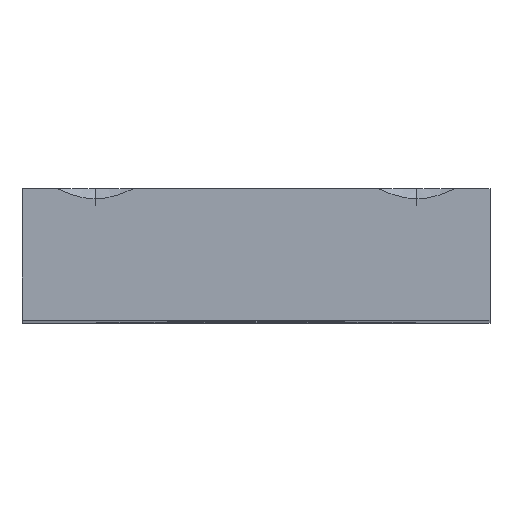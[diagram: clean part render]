
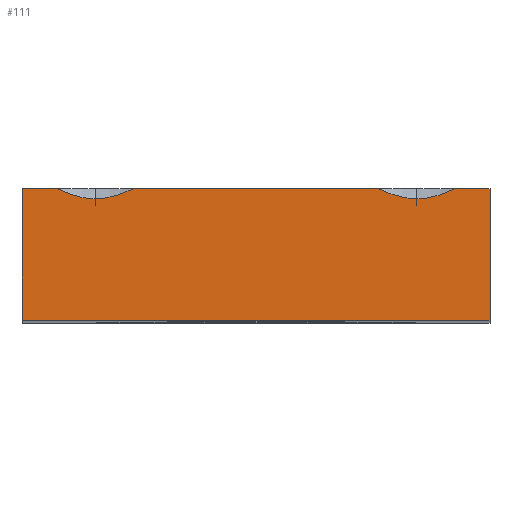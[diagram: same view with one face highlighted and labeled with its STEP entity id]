
A CAD part, top view. The second image highlights one B-rep face of the part: STEP entity #111.
In plain terms, the highlighted planar face has unit normal (0, 0, 1).
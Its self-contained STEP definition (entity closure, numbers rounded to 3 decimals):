
#1 = VERTEX_POINT ( 'NONE', #130 ) ;
#20 = VECTOR ( 'NONE', #700, 1000. ) ;
#46 = CARTESIAN_POINT ( 'NONE',  ( 13.606, 4.5, 63. ) ) ;
#70 = CARTESIAN_POINT ( 'NONE',  ( -8.394, 4.5, 63. ) ) ;
#77 = LINE ( 'NONE', #781, #231 ) ;
#98 = DIRECTION ( 'NONE',  ( 0., 1., 0. ) ) ;
#106 = LINE ( 'NONE', #117, #20 ) ;
#111 = ADVANCED_FACE ( 'NONE', ( #1017 ), #166, .T. ) ;
#117 = CARTESIAN_POINT ( 'NONE',  ( -16., 4.5, 63. ) ) ;
#127 = EDGE_CURVE ( 'NONE', #1168, #1054, #484, .T. ) ;
#130 = CARTESIAN_POINT ( 'NONE',  ( -16., 4.5, 63. ) ) ;
#135 = VERTEX_POINT ( 'NONE', #1121 ) ;
#146 = VECTOR ( 'NONE', #625, 1000. ) ;
#164 = CARTESIAN_POINT ( 'NONE',  ( -12.127, 3.934, 63. ) ) ;
#166 = PLANE ( 'NONE',  #375 ) ;
#180 = CARTESIAN_POINT ( 'NONE',  ( -9.874, 3.934, 63. ) ) ;
#191 = ORIENTED_EDGE ( 'NONE', *, *, #754, .T. ) ;
#192 = CARTESIAN_POINT ( 'NONE',  ( -9.222, 4.121, 63. ) ) ;
#231 = VECTOR ( 'NONE', #1165, 1000. ) ;
#232 = CARTESIAN_POINT ( 'NONE',  ( -13.606, 4.5, 63. ) ) ;
#237 = CARTESIAN_POINT ( 'NONE',  ( 13.404, 4.399, 63. ) ) ;
#252 = CARTESIAN_POINT ( 'NONE',  ( 11.905, 3.871, 63. ) ) ;
#255 = CARTESIAN_POINT ( 'NONE',  ( 0., 0., 63. ) ) ;
#273 = ORIENTED_EDGE ( 'NONE', *, *, #363, .T. ) ;
#287 = B_SPLINE_CURVE_WITH_KNOTS ( 'NONE', 3,
 ( #438, #429, #252, #1080, #711, #918, #237, #46 ),
 .UNSPECIFIED., .F., .F.,
 ( 4, 2, 2, 4 ),
 ( 0.026, 0.027, 0.028, 0.029 ),
 .UNSPECIFIED. ) ;
#300 = VERTEX_POINT ( 'NONE', #232 ) ;
#301 = CARTESIAN_POINT ( 'NONE',  ( 16., 4.5, 63. ) ) ;
#336 = VECTOR ( 'NONE', #789, 1000. ) ;
#342 = CARTESIAN_POINT ( 'NONE',  ( 8.394, 4.5, 63. ) ) ;
#348 = CARTESIAN_POINT ( 'NONE',  ( -11.452, 3.817, 63. ) ) ;
#356 = DIRECTION ( 'NONE',  ( 0., -1., 0. ) ) ;
#358 = CARTESIAN_POINT ( 'NONE',  ( -11., 3.8, 63. ) ) ;
#363 = EDGE_CURVE ( 'NONE', #469, #1054, #1186, .T. ) ;
#374 = B_SPLINE_CURVE_WITH_KNOTS ( 'NONE', 3,
 ( #541, #555, #920, #164, #930, #348, #812, #358 ),
 .UNSPECIFIED., .F., .F.,
 ( 4, 2, 2, 4 ),
 ( 0.007, 0.008, 0.009, 0.01 ),
 .UNSPECIFIED. ) ;
#375 = AXIS2_PLACEMENT_3D ( 'NONE', #255, #923, #1096 ) ;
#381 = VECTOR ( 'NONE', #356, 1000. ) ;
#393 = ORIENTED_EDGE ( 'NONE', *, *, #960, .F. ) ;
#402 = ORIENTED_EDGE ( 'NONE', *, *, #415, .F. ) ;
#403 = CARTESIAN_POINT ( 'NONE',  ( -11., 3.8, 63. ) ) ;
#406 = VERTEX_POINT ( 'NONE', #732 ) ;
#415 = EDGE_CURVE ( 'NONE', #300, #1168, #374, .T. ) ;
#429 = CARTESIAN_POINT ( 'NONE',  ( 11.459, 3.8, 63. ) ) ;
#438 = CARTESIAN_POINT ( 'NONE',  ( 11., 3.8, 63. ) ) ;
#463 = CARTESIAN_POINT ( 'NONE',  ( 10.096, 3.885, 63. ) ) ;
#467 = ORIENTED_EDGE ( 'NONE', *, *, #507, .F. ) ;
#469 = VERTEX_POINT ( 'NONE', #342 ) ;
#473 = VECTOR ( 'NONE', #98, 1000. ) ;
#484 = B_SPLINE_CURVE_WITH_KNOTS ( 'NONE', 3,
 ( #950, #1035, #944, #751, #180, #192, #1029, #70 ),
 .UNSPECIFIED., .F., .F.,
 ( 4, 2, 2, 4 ),
 ( 0.01, 0.01, 0.011, 0.012 ),
 .UNSPECIFIED. ) ;
#497 = CARTESIAN_POINT ( 'NONE',  ( 11., 3.8, 63. ) ) ;
#507 = EDGE_CURVE ( 'NONE', #469, #816, #1133, .T. ) ;
#530 = ORIENTED_EDGE ( 'NONE', *, *, #127, .F. ) ;
#541 = CARTESIAN_POINT ( 'NONE',  ( -13.606, 4.5, 63. ) ) ;
#555 = CARTESIAN_POINT ( 'NONE',  ( -13.2, 4.297, 63. ) ) ;
#570 = CARTESIAN_POINT ( 'NONE',  ( 10.771, 3.8, 63. ) ) ;
#586 = VERTEX_POINT ( 'NONE', #1125 ) ;
#618 = ORIENTED_EDGE ( 'NONE', *, *, #872, .T. ) ;
#625 = DIRECTION ( 'NONE',  ( -1., 0., 0. ) ) ;
#648 = CARTESIAN_POINT ( 'NONE',  ( -8.394, 4.5, 63. ) ) ;
#673 = CARTESIAN_POINT ( 'NONE',  ( 11., 3.8, 63. ) ) ;
#700 = DIRECTION ( 'NONE',  ( -1., 0., 0. ) ) ;
#711 = CARTESIAN_POINT ( 'NONE',  ( 12.777, 4.134, 63. ) ) ;
#719 = LINE ( 'NONE', #301, #473 ) ;
#732 = CARTESIAN_POINT ( 'NONE',  ( -16., -4.5, 63. ) ) ;
#751 = CARTESIAN_POINT ( 'NONE',  ( -10.095, 3.885, 63. ) ) ;
#752 = CARTESIAN_POINT ( 'NONE',  ( 9.876, 3.934, 63. ) ) ;
#754 = EDGE_CURVE ( 'NONE', #1081, #586, #719, .T. ) ;
#759 = EDGE_LOOP ( 'NONE', ( #467, #273, #530, #402, #618, #1150, #972, #191, #929, #393 ) ) ;
#778 = CARTESIAN_POINT ( 'NONE',  ( -16., -4.5, 63. ) ) ;
#781 = CARTESIAN_POINT ( 'NONE',  ( -16., 4.5, 63. ) ) ;
#789 = DIRECTION ( 'NONE',  ( 1., 0., 0. ) ) ;
#795 = CARTESIAN_POINT ( 'NONE',  ( -16., 4.5, 63. ) ) ;
#812 = CARTESIAN_POINT ( 'NONE',  ( -11.226, 3.8, 63. ) ) ;
#816 = VERTEX_POINT ( 'NONE', #497 ) ;
#833 = CARTESIAN_POINT ( 'NONE',  ( 10.543, 3.818, 63. ) ) ;
#838 = CARTESIAN_POINT ( 'NONE',  ( 16., -4.5, 63. ) ) ;
#843 = EDGE_CURVE ( 'NONE', #586, #135, #106, .T. ) ;
#846 = EDGE_CURVE ( 'NONE', #406, #1081, #1084, .T. ) ;
#872 = EDGE_CURVE ( 'NONE', #300, #1, #77, .T. ) ;
#880 = LINE ( 'NONE', #1193, #381 ) ;
#918 = CARTESIAN_POINT ( 'NONE',  ( 13.199, 4.305, 63. ) ) ;
#920 = CARTESIAN_POINT ( 'NONE',  ( -12.783, 4.122, 63. ) ) ;
#923 = DIRECTION ( 'NONE',  ( 0., 0., 1. ) ) ;
#929 = ORIENTED_EDGE ( 'NONE', *, *, #843, .T. ) ;
#930 = CARTESIAN_POINT ( 'NONE',  ( -11.901, 3.884, 63. ) ) ;
#944 = CARTESIAN_POINT ( 'NONE',  ( -10.546, 3.817, 63. ) ) ;
#950 = CARTESIAN_POINT ( 'NONE',  ( -11., 3.8, 63. ) ) ;
#960 = EDGE_CURVE ( 'NONE', #816, #135, #287, .T. ) ;
#972 = ORIENTED_EDGE ( 'NONE', *, *, #846, .T. ) ;
#1017 = FACE_OUTER_BOUND ( 'NONE', #759, .T. ) ;
#1028 = CARTESIAN_POINT ( 'NONE',  ( 8.394, 4.5, 63. ) ) ;
#1029 = CARTESIAN_POINT ( 'NONE',  ( -8.798, 4.298, 63. ) ) ;
#1031 = CARTESIAN_POINT ( 'NONE',  ( 9.223, 4.12, 63. ) ) ;
#1035 = CARTESIAN_POINT ( 'NONE',  ( -10.774, 3.8, 63. ) ) ;
#1054 = VERTEX_POINT ( 'NONE', #648 ) ;
#1080 = CARTESIAN_POINT ( 'NONE',  ( 12.56, 4.058, 63. ) ) ;
#1081 = VERTEX_POINT ( 'NONE', #838 ) ;
#1084 = LINE ( 'NONE', #778, #336 ) ;
#1094 = EDGE_CURVE ( 'NONE', #1, #406, #880, .T. ) ;
#1096 = DIRECTION ( 'NONE',  ( 1., 0., 0. ) ) ;
#1098 = CARTESIAN_POINT ( 'NONE',  ( 8.798, 4.298, 63. ) ) ;
#1121 = CARTESIAN_POINT ( 'NONE',  ( 13.606, 4.5, 63. ) ) ;
#1125 = CARTESIAN_POINT ( 'NONE',  ( 16., 4.5, 63. ) ) ;
#1133 = B_SPLINE_CURVE_WITH_KNOTS ( 'NONE', 3,
 ( #1028, #1098, #1031, #752, #463, #833, #570, #673 ),
 .UNSPECIFIED., .F., .F.,
 ( 4, 2, 2, 4 ),
 ( 0.023, 0.025, 0.025, 0.026 ),
 .UNSPECIFIED. ) ;
#1150 = ORIENTED_EDGE ( 'NONE', *, *, #1094, .T. ) ;
#1165 = DIRECTION ( 'NONE',  ( -1., 0., 0. ) ) ;
#1168 = VERTEX_POINT ( 'NONE', #403 ) ;
#1186 = LINE ( 'NONE', #795, #146 ) ;
#1193 = CARTESIAN_POINT ( 'NONE',  ( -16., 4.5, 63. ) ) ;
